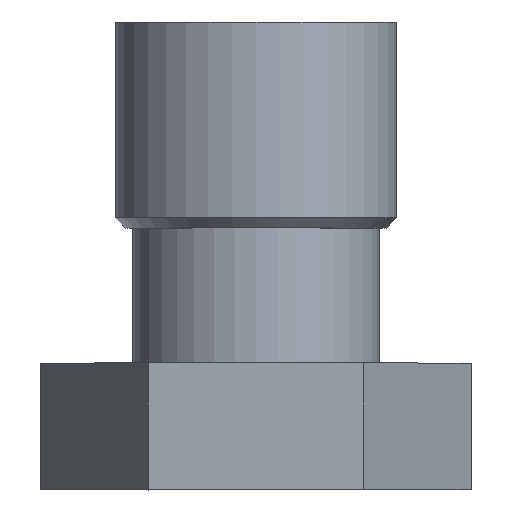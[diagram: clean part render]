
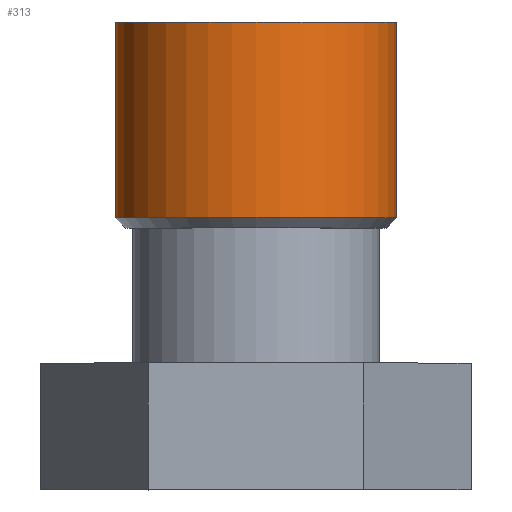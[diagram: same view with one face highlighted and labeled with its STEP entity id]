
A CAD part, top view. The second image highlights one B-rep face of the part: STEP entity #313.
In plain terms, the highlighted cylindrical face has radius 20 mm (diameter 40 mm), a full revolution.
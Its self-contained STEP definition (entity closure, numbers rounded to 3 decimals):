
#70=CYLINDRICAL_SURFACE('',#442,20.);
#88=ORIENTED_EDGE('',*,*,#149,.T.);
#89=ORIENTED_EDGE('',*,*,#140,.T.);
#140=EDGE_CURVE('',#173,#173,#200,.T.);
#149=EDGE_CURVE('',#182,#182,#209,.T.);
#173=VERTEX_POINT('',#569);
#182=VERTEX_POINT('',#594);
#200=CIRCLE('',#427,20.);
#209=CIRCLE('',#443,20.);
#229=EDGE_LOOP('',(#88));
#230=EDGE_LOOP('',(#89));
#267=FACE_BOUND('',#229,.T.);
#268=FACE_BOUND('',#230,.T.);
#313=ADVANCED_FACE('',(#267,#268),#70,.T.);
#427=AXIS2_PLACEMENT_3D('',#568,#470,#471);
#442=AXIS2_PLACEMENT_3D('',#592,#500,#501);
#443=AXIS2_PLACEMENT_3D('',#593,#502,#503);
#470=DIRECTION('',(0.,-1.,0.));
#471=DIRECTION('',(-1.,0.,0.));
#500=DIRECTION('',(0.,1.,0.));
#501=DIRECTION('',(-1.,0.,0.));
#502=DIRECTION('',(0.,1.,0.));
#503=DIRECTION('',(-1.,0.,0.));
#568=CARTESIAN_POINT('',(0.,55.5,0.));
#569=CARTESIAN_POINT('',(-20.,55.5,0.));
#592=CARTESIAN_POINT('',(0.,26.2,0.));
#593=CARTESIAN_POINT('',(0.,27.7,0.));
#594=CARTESIAN_POINT('',(-20.,27.7,0.));
